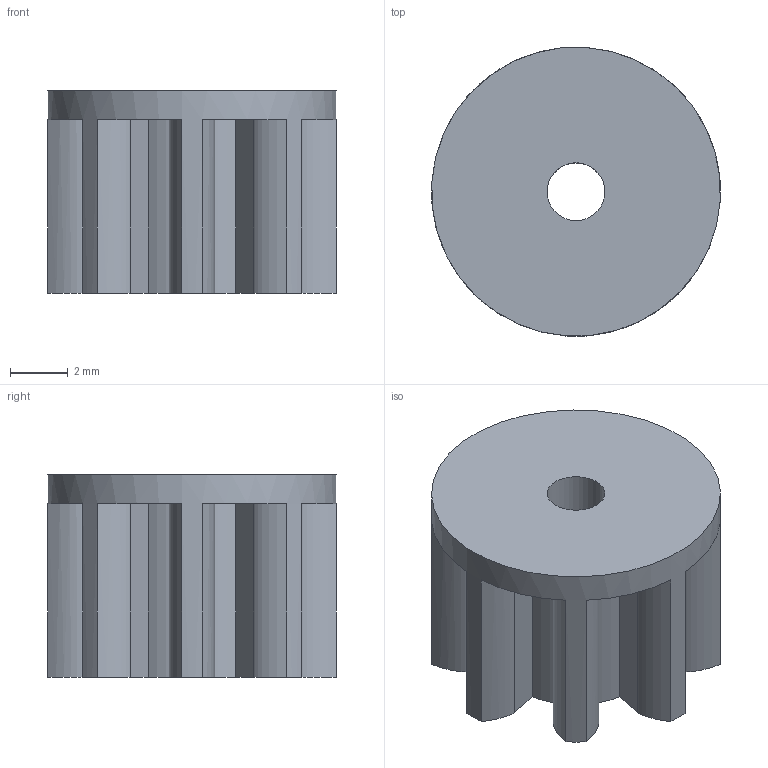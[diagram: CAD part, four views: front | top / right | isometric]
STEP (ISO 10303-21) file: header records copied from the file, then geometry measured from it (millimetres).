
FILE_DESCRIPTION(/* description */ (''),/* implementation_level */ '2;1');
FILE_NAME(/* name */ 'Flywheel Motor Pinion v1.step',/* time_stamp */ '2024-07-16T02:00:24-04:00',/* author */ (''),/* organization */ (''),/* preprocessor_version */ 'ST-DEVELOPER v20',/* originating_system */ 'Autodesk Translation Framework v13.14.0.145',/* authorisation */ '');
FILE_SCHEMA (('AUTOMOTIVE_DESIGN { 1 0 10303 214 3 1 1 }'));
Length unit declared in the file: millimetre
Products named in the file (2): Flywheel Motor Pinion; Component1
Assembly tree (1 placements, depth 2):
  Flywheel Motor Pinion
    Component1
Bounding box: 10 x 10 x 7 mm (x, y, z)
Volume: 340.6 mm3; surface area: 541.9 mm2
Topology: 1 solids, 1 shells, 68 faces, 197 edges, 131 vertices
Faces by surface type: plane 42, bspline 16, cylinder 10
Full cylindrical faces by diameter (mm): 2 x1, 10 x1
Entity records: 17949 total; most frequent: CARTESIAN_POINT 16319, ORIENTED_EDGE 394, DIRECTION 278, EDGE_CURVE 197, VERTEX_POINT 131, LINE 98, VECTOR 98, AXIS2_PLACEMENT_3D 90
